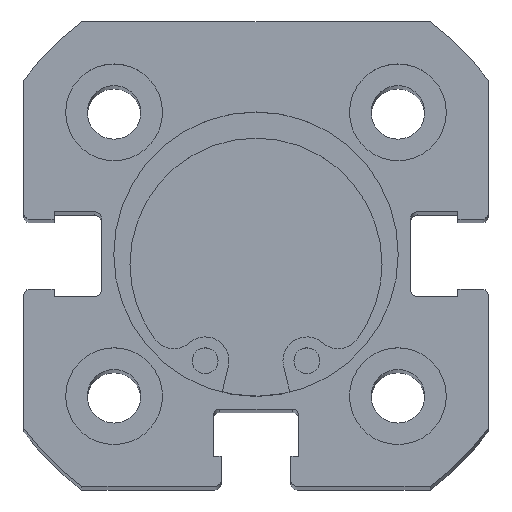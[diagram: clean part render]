
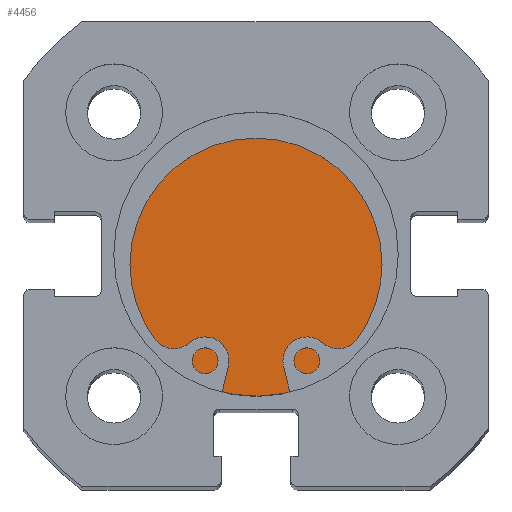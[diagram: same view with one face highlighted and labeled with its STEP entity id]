
A CAD part, top view. The second image highlights one B-rep face of the part: STEP entity #4456.
In plain terms, the highlighted face is planar.
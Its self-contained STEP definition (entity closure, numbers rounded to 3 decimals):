
#157 = DIRECTION ( 'NONE',  ( 0., 0., 1. ) ) ;
#159 = CARTESIAN_POINT ( 'NONE',  ( 6., 0., 0. ) ) ;
#168 = DIRECTION ( 'NONE',  ( -1., 0., 0. ) ) ;
#174 = DIRECTION ( 'NONE',  ( 0., 0., 1. ) ) ;
#257 = CARTESIAN_POINT ( 'NONE',  ( 6., 0., 0. ) ) ;
#259 = DIRECTION ( 'NONE',  ( -1., 0., 0. ) ) ;
#328 = EDGE_LOOP ( 'NONE', ( #1754, #1746 ) ) ;
#668 = CIRCLE ( 'NONE', #1830, 11. ) ;
#678 = CIRCLE ( 'NONE', #1836, 11. ) ;
#1746 = ORIENTED_EDGE ( 'NONE', *, *, #4027, .F. ) ;
#1754 = ORIENTED_EDGE ( 'NONE', *, *, #4018, .F. ) ;
#1830 = AXIS2_PLACEMENT_3D ( 'NONE', #159, #168, #157 ) ;
#1836 = AXIS2_PLACEMENT_3D ( 'NONE', #257, #259, #174 ) ;
#2116 = AXIS2_PLACEMENT_3D ( 'NONE', #3006, #3009, #3010 ) ;
#3006 = CARTESIAN_POINT ( 'NONE',  ( 6., 11., 0. ) ) ;
#3007 = PLANE ( 'NONE',  #2116 ) ;
#3009 = DIRECTION ( 'NONE',  ( -1., 0., 0. ) ) ;
#3010 = DIRECTION ( 'NONE',  ( 0., 0., 1. ) ) ;
#3299 = CARTESIAN_POINT ( 'NONE',  ( 6., 0., -11. ) ) ;
#3489 = CARTESIAN_POINT ( 'NONE',  ( 6., 0., 11. ) ) ;
#3636 = FACE_OUTER_BOUND ( 'NONE', #328, .T. ) ;
#4018 = EDGE_CURVE ( 'NONE', #5253, #5006, #668, .T. ) ;
#4027 = EDGE_CURVE ( 'NONE', #5006, #5253, #678, .T. ) ;
#4456 = ADVANCED_FACE ( 'NONE', ( #3636 ), #3007, .F. ) ;
#5006 = VERTEX_POINT ( 'NONE', #3299 ) ;
#5253 = VERTEX_POINT ( 'NONE', #3489 ) ;
